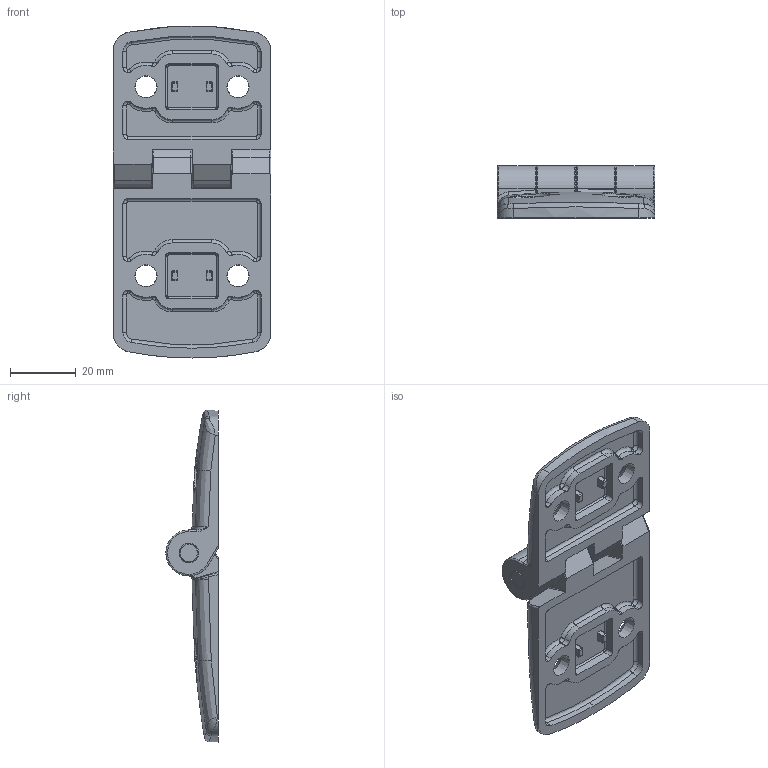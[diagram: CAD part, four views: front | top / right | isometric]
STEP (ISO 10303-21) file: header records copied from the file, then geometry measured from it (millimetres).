
FILE_DESCRIPTION (( 'STEP AP214' ), '1' );
FILE_NAME ('095a4560f.STEP', '2014-08-27T06:55:33', ( '' ), ( '' ), 'SwSTEP 2.0', 'SolidWorks 2014', '' );
FILE_SCHEMA (( 'AUTOMOTIVE_DESIGN' ));
Length unit declared in the file: millimetre
Products named in the file (1): 095a4560f
Bounding box: 48 x 15.9 x 101 mm (x, y, z)
Volume: 25691.4 mm3; surface area: 18177.9 mm2
Topology: 7 solids, 7 shells, 658 faces, 1639 edges, 991 vertices
Faces by surface type: plane 244, cylinder 224, bspline 162, cone 28
Entity records: 31474 total; most frequent: CARTESIAN_POINT 9517, ORIENTED_EDGE 3254, DIRECTION 2878, EDGE_CURVE 1627, AXIS2_PLACEMENT_3D 1104, VERTEX_POINT 991, EDGE_LOOP 682, VECTOR 670
